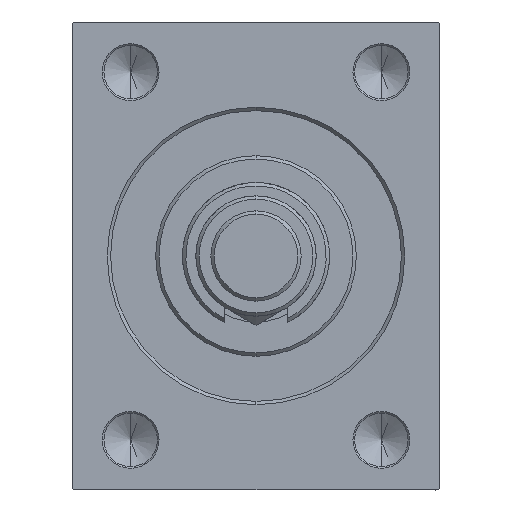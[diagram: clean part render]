
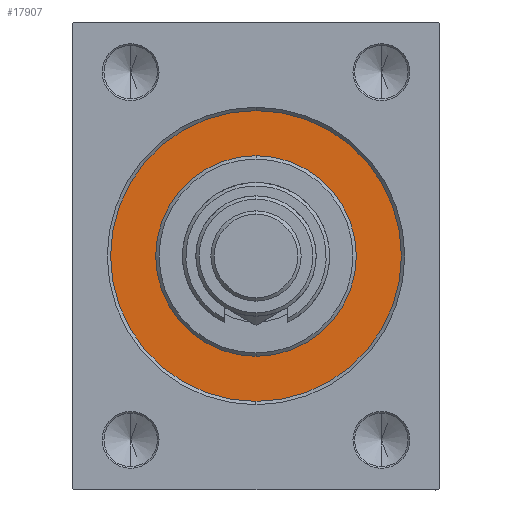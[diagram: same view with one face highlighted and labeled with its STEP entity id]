
A CAD part, left-side view. The second image highlights one B-rep face of the part: STEP entity #17907.
In plain terms, the highlighted face is planar.
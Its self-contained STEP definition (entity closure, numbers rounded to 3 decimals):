
#1772 = VERTEX_POINT ( 'NONE', #15566 ) ;
#3487 = DIRECTION ( 'NONE',  ( -1., 0., 0. ) ) ;
#3652 = EDGE_LOOP ( 'NONE', ( #11305, #42114 ) ) ;
#4391 = DIRECTION ( 'NONE',  ( 1., 0., 0. ) ) ;
#6020 = DIRECTION ( 'NONE',  ( 0., 0., 1. ) ) ;
#7664 = FACE_OUTER_BOUND ( 'NONE', #17852, .T. ) ;
#8754 = VERTEX_POINT ( 'NONE', #31461 ) ;
#11305 = ORIENTED_EDGE ( 'NONE', *, *, #24510, .F. ) ;
#14065 = AXIS2_PLACEMENT_3D ( 'NONE', #14704, #29235, #18573 ) ;
#14704 = CARTESIAN_POINT ( 'NONE',  ( 0., 0., 0. ) ) ;
#15566 = CARTESIAN_POINT ( 'NONE',  ( 0., 0., -43.5 ) ) ;
#15640 = CIRCLE ( 'NONE', #36540, 30. ) ;
#17307 = CARTESIAN_POINT ( 'NONE',  ( 0., 0., 0. ) ) ;
#17412 = DIRECTION ( 'NONE',  ( -1., 0., 0. ) ) ;
#17852 = EDGE_LOOP ( 'NONE', ( #38793, #23293 ) ) ;
#17907 = ADVANCED_FACE ( 'NONE', ( #37208, #7664 ), #18104, .F. ) ;
#18104 = PLANE ( 'NONE',  #14065 ) ;
#18267 = DIRECTION ( 'NONE',  ( 0., 0., 1. ) ) ;
#18573 = DIRECTION ( 'NONE',  ( 0., 0., 1. ) ) ;
#21073 = DIRECTION ( 'NONE',  ( 1., 0., 0. ) ) ;
#21434 = CARTESIAN_POINT ( 'NONE',  ( 0., 0., 0. ) ) ;
#23293 = ORIENTED_EDGE ( 'NONE', *, *, #31445, .F. ) ;
#24510 = EDGE_CURVE ( 'NONE', #25794, #8754, #15640, .T. ) ;
#25794 = VERTEX_POINT ( 'NONE', #47371 ) ;
#26526 = EDGE_CURVE ( 'NONE', #1772, #38676, #32773, .T. ) ;
#26627 = CIRCLE ( 'NONE', #45952, 30. ) ;
#29133 = EDGE_CURVE ( 'NONE', #8754, #25794, #26627, .T. ) ;
#29235 = DIRECTION ( 'NONE',  ( -1., 0., 0. ) ) ;
#29308 = DIRECTION ( 'NONE',  ( 0., 0., -1. ) ) ;
#31445 = EDGE_CURVE ( 'NONE', #38676, #1772, #33663, .T. ) ;
#31461 = CARTESIAN_POINT ( 'NONE',  ( 0., 0., -30. ) ) ;
#32710 = CARTESIAN_POINT ( 'NONE',  ( 0., 0., 0. ) ) ;
#32773 = CIRCLE ( 'NONE', #42775, 43.5 ) ;
#33663 = CIRCLE ( 'NONE', #42146, 43.5 ) ;
#34555 = CARTESIAN_POINT ( 'NONE',  ( 0., 0., 43.5 ) ) ;
#36540 = AXIS2_PLACEMENT_3D ( 'NONE', #32710, #21073, #29308 ) ;
#37208 = FACE_BOUND ( 'NONE', #3652, .T. ) ;
#38676 = VERTEX_POINT ( 'NONE', #34555 ) ;
#38793 = ORIENTED_EDGE ( 'NONE', *, *, #26526, .F. ) ;
#42114 = ORIENTED_EDGE ( 'NONE', *, *, #29133, .F. ) ;
#42146 = AXIS2_PLACEMENT_3D ( 'NONE', #17307, #3487, #18267 ) ;
#42775 = AXIS2_PLACEMENT_3D ( 'NONE', #42837, #17412, #6020 ) ;
#42837 = CARTESIAN_POINT ( 'NONE',  ( 0., 0., 0. ) ) ;
#45952 = AXIS2_PLACEMENT_3D ( 'NONE', #21434, #4391, #47099 ) ;
#47099 = DIRECTION ( 'NONE',  ( 0., 0., -1. ) ) ;
#47371 = CARTESIAN_POINT ( 'NONE',  ( 0., 0., 30. ) ) ;
